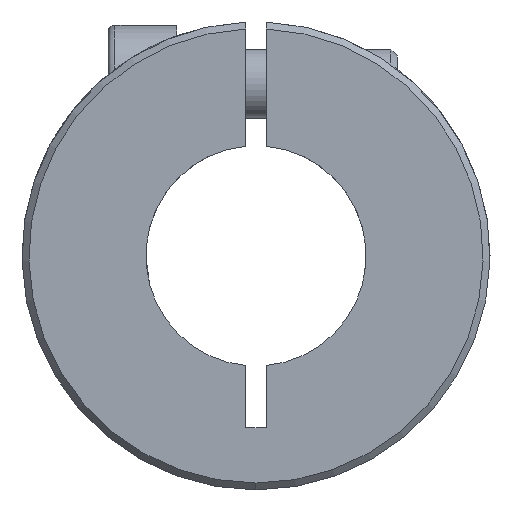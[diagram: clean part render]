
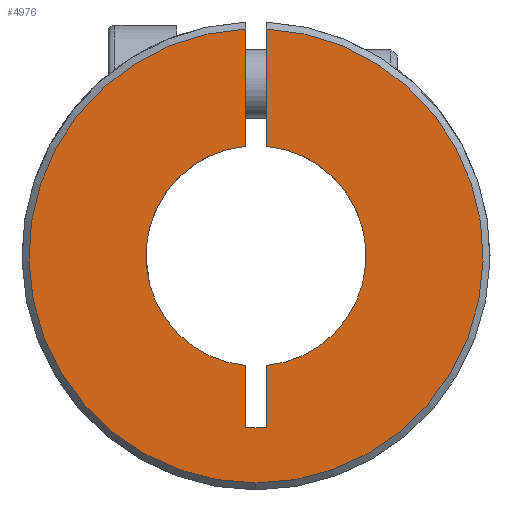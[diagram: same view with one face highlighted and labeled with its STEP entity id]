
A CAD part, left-side view. The second image highlights one B-rep face of the part: STEP entity #4976.
In plain terms, the highlighted planar face has unit normal (-1, 0, 0).
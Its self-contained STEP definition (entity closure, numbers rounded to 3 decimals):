
#2 = ORIENTED_EDGE ( 'NONE', *, *, #5711, .T. ) ;
#30 = DIRECTION ( 'NONE',  ( 0., 1., 0. ) ) ;
#354 = DIRECTION ( 'NONE',  ( -1., 0., 0. ) ) ;
#371 = DIRECTION ( 'NONE',  ( 0., 0., 1. ) ) ;
#436 = DIRECTION ( 'NONE',  ( 0., 0., -1. ) ) ;
#439 = ORIENTED_EDGE ( 'NONE', *, *, #2878, .T. ) ;
#469 = DIRECTION ( 'NONE',  ( -1., 0., 0. ) ) ;
#532 = AXIS2_PLACEMENT_3D ( 'NONE', #7041, #4257, #2563 ) ;
#619 = DIRECTION ( 'NONE',  ( 0., 0., 1. ) ) ;
#810 = EDGE_CURVE ( 'NONE', #1062, #5419, #4671, .T. ) ;
#991 = CARTESIAN_POINT ( 'NONE',  ( -25., -0.75, -12.5 ) ) ;
#997 = CARTESIAN_POINT ( 'NONE',  ( -25., 0.75, 7.965 ) ) ;
#1062 = VERTEX_POINT ( 'NONE', #997 ) ;
#1107 = EDGE_LOOP ( 'NONE', ( #3721, #3767, #5145, #2052, #4799, #6959, #2, #439, #6437 ) ) ;
#1176 = LINE ( 'NONE', #3489, #1510 ) ;
#1213 = VERTEX_POINT ( 'NONE', #4533 ) ;
#1407 = VERTEX_POINT ( 'NONE', #4080 ) ;
#1510 = VECTOR ( 'NONE', #619, 1000. ) ;
#1525 = DIRECTION ( 'NONE',  ( 0., 0., 1. ) ) ;
#1685 = CIRCLE ( 'NONE', #2445, 16.5 ) ;
#1804 = DIRECTION ( 'NONE',  ( 0., 0., -1. ) ) ;
#2052 = ORIENTED_EDGE ( 'NONE', *, *, #3930, .F. ) ;
#2117 = DIRECTION ( 'NONE',  ( 0., 0., -1. ) ) ;
#2143 = CARTESIAN_POINT ( 'NONE',  ( -25., 0.75, -12.5 ) ) ;
#2150 = CARTESIAN_POINT ( 'NONE',  ( -25., -0.75, -12.5 ) ) ;
#2152 = LINE ( 'NONE', #3869, #2973 ) ;
#2229 = LINE ( 'NONE', #4502, #4767 ) ;
#2445 = AXIS2_PLACEMENT_3D ( 'NONE', #3753, #469, #436 ) ;
#2495 = CARTESIAN_POINT ( 'NONE',  ( -25., 0.75, 16.483 ) ) ;
#2559 = CARTESIAN_POINT ( 'NONE',  ( -25., 0., 0. ) ) ;
#2563 = DIRECTION ( 'NONE',  ( 0., 0., 1. ) ) ;
#2878 = EDGE_CURVE ( 'NONE', #6339, #5419, #1176, .T. ) ;
#2973 = VECTOR ( 'NONE', #1525, 1000. ) ;
#3193 = DIRECTION ( 'NONE',  ( -1., 0., 0. ) ) ;
#3236 = DIRECTION ( 'NONE',  ( 0., 0., 1. ) ) ;
#3307 = VERTEX_POINT ( 'NONE', #4324 ) ;
#3343 = CARTESIAN_POINT ( 'NONE',  ( -25., 8., 0. ) ) ;
#3411 = VERTEX_POINT ( 'NONE', #6002 ) ;
#3489 = CARTESIAN_POINT ( 'NONE',  ( -25., 0.75, -12.5 ) ) ;
#3542 = CIRCLE ( 'NONE', #4858, 8. ) ;
#3721 = ORIENTED_EDGE ( 'NONE', *, *, #5905, .T. ) ;
#3753 = CARTESIAN_POINT ( 'NONE',  ( -25., 0., 0. ) ) ;
#3767 = ORIENTED_EDGE ( 'NONE', *, *, #4931, .T. ) ;
#3869 = CARTESIAN_POINT ( 'NONE',  ( -25., 0.75, -12.5 ) ) ;
#3923 = CARTESIAN_POINT ( 'NONE',  ( -25., 0.75, -7.965 ) ) ;
#3930 = EDGE_CURVE ( 'NONE', #3307, #4842, #6015, .T. ) ;
#4080 = CARTESIAN_POINT ( 'NONE',  ( -25., -0.75, -12.5 ) ) ;
#4165 = EDGE_CURVE ( 'NONE', #3411, #4842, #1685, .T. ) ;
#4257 = DIRECTION ( 'NONE',  ( -1., 0., 0. ) ) ;
#4268 = LINE ( 'NONE', #2150, #4517 ) ;
#4324 = CARTESIAN_POINT ( 'NONE',  ( -25., -0.75, 7.965 ) ) ;
#4428 = CARTESIAN_POINT ( 'NONE',  ( -25., 0., 0. ) ) ;
#4502 = CARTESIAN_POINT ( 'NONE',  ( -25., -0.75, -12.5 ) ) ;
#4517 = VECTOR ( 'NONE', #5924, 1000. ) ;
#4533 = CARTESIAN_POINT ( 'NONE',  ( -25., -0.75, -7.965 ) ) ;
#4671 = CIRCLE ( 'NONE', #532, 8. ) ;
#4751 = EDGE_CURVE ( 'NONE', #1213, #3307, #3542, .T. ) ;
#4767 = VECTOR ( 'NONE', #30, 1000. ) ;
#4799 = ORIENTED_EDGE ( 'NONE', *, *, #4751, .F. ) ;
#4842 = VERTEX_POINT ( 'NONE', #5797 ) ;
#4858 = AXIS2_PLACEMENT_3D ( 'NONE', #2559, #3193, #371 ) ;
#4862 = AXIS2_PLACEMENT_3D ( 'NONE', #4428, #354, #2117 ) ;
#4872 = FACE_OUTER_BOUND ( 'NONE', #1107, .T. ) ;
#4931 = EDGE_CURVE ( 'NONE', #5300, #3411, #6819, .T. ) ;
#4976 = ADVANCED_FACE ( 'NONE', ( #4872 ), #6006, .F. ) ;
#5145 = ORIENTED_EDGE ( 'NONE', *, *, #4165, .T. ) ;
#5184 = EDGE_CURVE ( 'NONE', #1407, #1213, #4268, .T. ) ;
#5300 = VERTEX_POINT ( 'NONE', #2495 ) ;
#5419 = VERTEX_POINT ( 'NONE', #3923 ) ;
#5593 = DIRECTION ( 'NONE',  ( 1., 0., 0. ) ) ;
#5664 = AXIS2_PLACEMENT_3D ( 'NONE', #3343, #5593, #1804 ) ;
#5711 = EDGE_CURVE ( 'NONE', #1407, #6339, #2229, .T. ) ;
#5797 = CARTESIAN_POINT ( 'NONE',  ( -25., -0.75, 16.483 ) ) ;
#5905 = EDGE_CURVE ( 'NONE', #1062, #5300, #2152, .T. ) ;
#5924 = DIRECTION ( 'NONE',  ( 0., 0., 1. ) ) ;
#6002 = CARTESIAN_POINT ( 'NONE',  ( -25., 0., -16.5 ) ) ;
#6006 = PLANE ( 'NONE',  #5664 ) ;
#6015 = LINE ( 'NONE', #991, #6965 ) ;
#6339 = VERTEX_POINT ( 'NONE', #2143 ) ;
#6437 = ORIENTED_EDGE ( 'NONE', *, *, #810, .F. ) ;
#6819 = CIRCLE ( 'NONE', #4862, 16.5 ) ;
#6959 = ORIENTED_EDGE ( 'NONE', *, *, #5184, .F. ) ;
#6965 = VECTOR ( 'NONE', #3236, 1000. ) ;
#7041 = CARTESIAN_POINT ( 'NONE',  ( -25., 0., 0. ) ) ;
